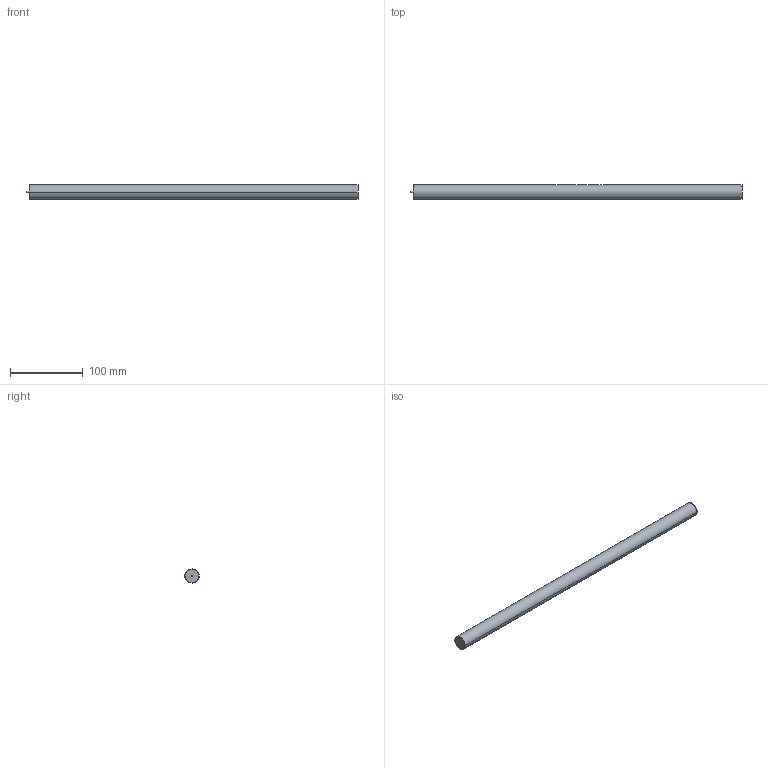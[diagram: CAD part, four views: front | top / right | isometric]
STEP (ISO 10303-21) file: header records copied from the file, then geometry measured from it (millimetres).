
FILE_DESCRIPTION (( 'STEP AP214' ), '1' );
FILE_NAME ('CELSIA_D19.4L450S.STEP', '2025-11-14T10:40:38', ( '' ), ( '' ), 'SwSTEP 2.0', 'SolidWorks 2023', '' );
FILE_SCHEMA (( 'AUTOMOTIVE_DESIGN' ));
Length unit declared in the file: millimetre
Products named in the file (1): CELSIA_D19.4L450S
Bounding box: 455 x 19.5 x 19.4 mm (x, y, z)
Volume: 132499 mm3; surface area: 28204.8 mm2
Topology: 1 solids, 1 shells, 209 faces, 586 edges, 390 vertices
Faces by surface type: bspline 98, plane 79, cylinder 32
Entity records: 22130 total; most frequent: CARTESIAN_POINT 17562, ORIENTED_EDGE 1172, EDGE_CURVE 586, DIRECTION 576, VERTEX_POINT 390, B_SPLINE_CURVE_WITH_KNOTS 325, EDGE_LOOP 220, FACE_OUTER_BOUND 209
